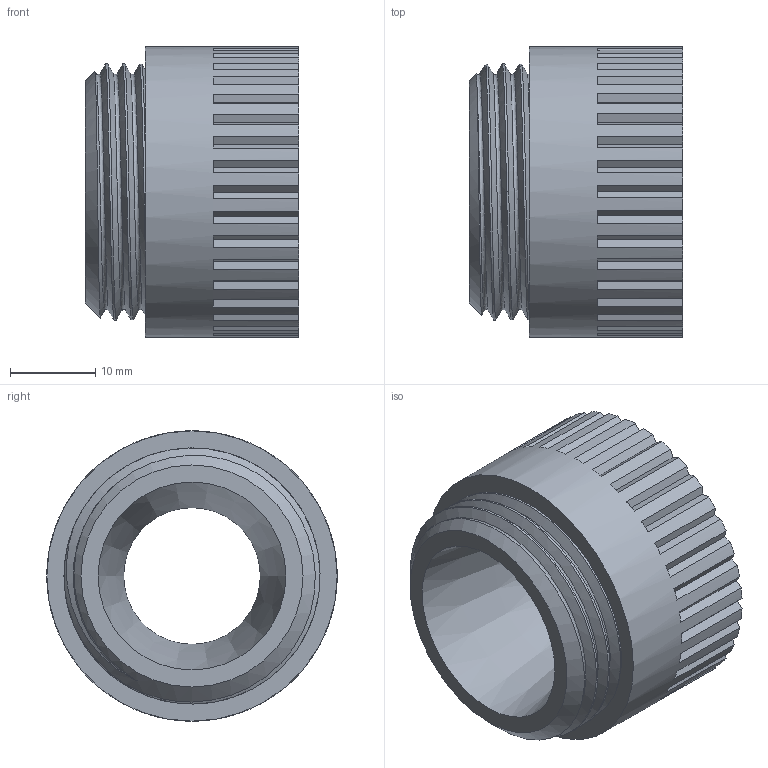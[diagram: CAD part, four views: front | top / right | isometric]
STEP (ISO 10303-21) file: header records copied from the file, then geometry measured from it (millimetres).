
FILE_DESCRIPTION(('STEP AP242'), '1');
FILE_NAME('BaseNut', '', ('UNSPECIFIED'), ('UNSPECIFIED'), 'C3D Converter', 'C3D Toolkit', '');
FILE_SCHEMA(('AP242_MANAGED_MODEL_BASED_3D_ENGINEERING_MIM_LF { 1 0 10303 442 1 1 4 }'));
Length unit declared in the file: millimetre
Bounding box: 25 x 34 x 34 mm (x, y, z)
Volume: 13753.3 mm3; surface area: 5649.1 mm2
Topology: 1 solids, 1 shells, 120 faces, 354 edges, 241 vertices
Faces by surface type: plane 111, cone 3, cylinder 3, bspline 3
Full cylindrical faces by diameter (mm): 34 x1
Entity records: 8528 total; most frequent: CARTESIAN_POINT 5246, ORIENTED_EDGE 692, DIRECTION 649, EDGE_CURVE 346, LINE 253, VECTOR 253, VERTEX_POINT 233, AXIS2_PLACEMENT_3D 198
